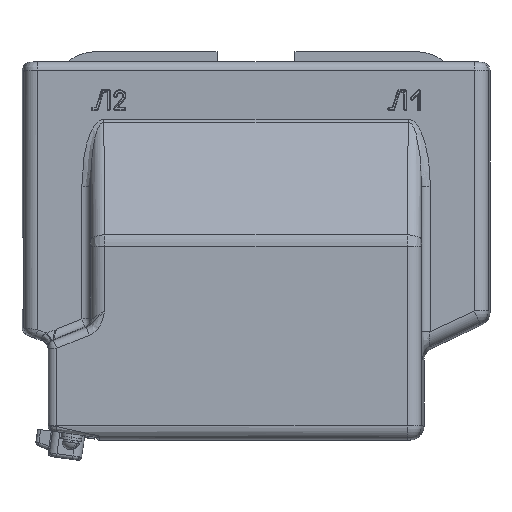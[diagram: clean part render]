
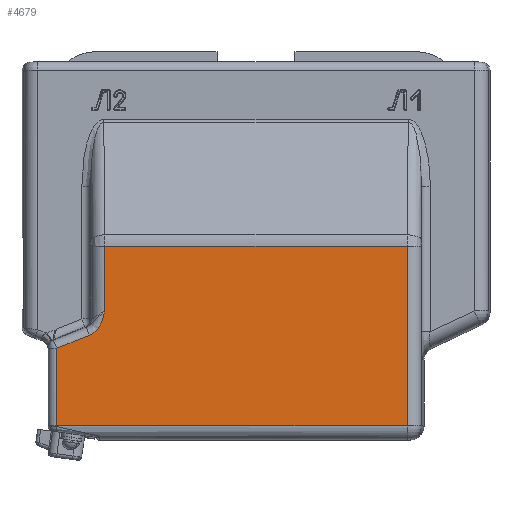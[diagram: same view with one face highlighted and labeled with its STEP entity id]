
A CAD part, top view. The second image highlights one B-rep face of the part: STEP entity #4679.
In plain terms, the highlighted planar face has unit normal (0, 0, 1).
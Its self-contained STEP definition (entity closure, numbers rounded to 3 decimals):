
#57 = EDGE_CURVE ( 'NONE', #34551, #34073, #18609, .T. ) ;
#63 = EDGE_CURVE ( 'NONE', #34073, #1336, #12946, .T. ) ;
#64 = EDGE_CURVE ( 'NONE', #34066, #34551, #12948, .T. ) ;
#66 = EDGE_CURVE ( 'NONE', #1540, #34066, #12951, .T. ) ;
#71 = EDGE_CURVE ( 'NONE', #1324, #1540, #12955, .T. ) ;
#1322 = VERTEX_POINT ( 'NONE', #43704 ) ;
#1324 = VERTEX_POINT ( 'NONE', #43705 ) ;
#1336 = VERTEX_POINT ( 'NONE', #43711 ) ;
#1540 = VERTEX_POINT ( 'NONE', #43823 ) ;
#2472 = EDGE_LOOP ( 'NONE', ( #6985, #6987, #6989, #6991, #6993, #6995, #6997 ) ) ;
#4679 = ADVANCED_FACE ( 'NONE', ( #41458 ), #45324, .T. ) ;
#6985 = ORIENTED_EDGE ( 'NONE', *, *, #71, .T. ) ;
#6987 = ORIENTED_EDGE ( 'NONE', *, *, #66, .T. ) ;
#6989 = ORIENTED_EDGE ( 'NONE', *, *, #64, .T. ) ;
#6991 = ORIENTED_EDGE ( 'NONE', *, *, #57, .T. ) ;
#6993 = ORIENTED_EDGE ( 'NONE', *, *, #63, .T. ) ;
#6995 = ORIENTED_EDGE ( 'NONE', *, *, #14914, .T. ) ;
#6997 = ORIENTED_EDGE ( 'NONE', *, *, #15089, .T. ) ;
#12944 = VECTOR ( 'NONE', #16094, 1000. ) ;
#12946 = LINE ( 'NONE', #16087, #12947 ) ;
#12947 = VECTOR ( 'NONE', #16088, 1000. ) ;
#12948 = LINE ( 'NONE', #16089, #12949 ) ;
#12949 = VECTOR ( 'NONE', #16090, 1000. ) ;
#12951 = LINE ( 'NONE', #16074, #12944 ) ;
#12955 = LINE ( 'NONE', #16104, #12958 ) ;
#12958 = VECTOR ( 'NONE', #16107, 1000. ) ;
#14914 = EDGE_CURVE ( 'NONE', #1336, #1322, #26116, .T. ) ;
#15089 = EDGE_CURVE ( 'NONE', #1322, #1324, #26310, .T. ) ;
#16052 = CARTESIAN_POINT ( 'NONE',  ( 47.793, 74.363, 74. ) ) ;
#16056 = CARTESIAN_POINT ( 'NONE',  ( 47.622, 73.661, 74. ) ) ;
#16057 = CARTESIAN_POINT ( 'NONE',  ( 47.45, 72.958, 74. ) ) ;
#16058 = CARTESIAN_POINT ( 'NONE',  ( 47.088, 71.558, 74. ) ) ;
#16059 = CARTESIAN_POINT ( 'NONE',  ( 46.897, 70.86, 74. ) ) ;
#16060 = CARTESIAN_POINT ( 'NONE',  ( 46.269, 68.789, 74. ) ) ;
#16061 = CARTESIAN_POINT ( 'NONE',  ( 45.774, 67.439, 74. ) ) ;
#16062 = CARTESIAN_POINT ( 'NONE',  ( 44.767, 65.52, 74. ) ) ;
#16063 = CARTESIAN_POINT ( 'NONE',  ( 44.384, 64.896, 74. ) ) ;
#16064 = CARTESIAN_POINT ( 'NONE',  ( 43.531, 63.729, 74. ) ) ;
#16065 = CARTESIAN_POINT ( 'NONE',  ( 43.059, 63.182, 74. ) ) ;
#16066 = CARTESIAN_POINT ( 'NONE',  ( 42.276, 62.426, 74. ) ) ;
#16067 = CARTESIAN_POINT ( 'NONE',  ( 42.001, 62.184, 74. ) ) ;
#16068 = CARTESIAN_POINT ( 'NONE',  ( 41.435, 61.732, 74. ) ) ;
#16069 = CARTESIAN_POINT ( 'NONE',  ( 41.143, 61.52, 74. ) ) ;
#16070 = CARTESIAN_POINT ( 'NONE',  ( 40.239, 60.929, 74. ) ) ;
#16071 = CARTESIAN_POINT ( 'NONE',  ( 39.6, 60.594, 74. ) ) ;
#16072 = CARTESIAN_POINT ( 'NONE',  ( 38.922, 60.323, 74. ) ) ;
#16074 = CARTESIAN_POINT ( 'NONE',  ( 23., 111.621, 74. ) ) ;
#16087 = CARTESIAN_POINT ( 'NONE',  ( 16.809, 51.478, 74. ) ) ;
#16088 = DIRECTION ( 'NONE',  ( -0.928, -0.371, 0. ) ) ;
#16089 = CARTESIAN_POINT ( 'NONE',  ( 47.793, 66., 74. ) ) ;
#16090 = DIRECTION ( 'NONE',  ( 0., -1., 0. ) ) ;
#16094 = DIRECTION ( 'NONE',  ( -1., 0., 0. ) ) ;
#16104 = CARTESIAN_POINT ( 'NONE',  ( 222.207, 115., 74. ) ) ;
#16107 = DIRECTION ( 'NONE',  ( 0., 1., 0. ) ) ;
#18609 = B_SPLINE_CURVE_WITH_KNOTS ( 'NONE', 3,
 ( #16052, #16056, #16057, #16058, #16059, #16060, #16061, #16062, #16063, #16064, #16065, #16066, #16067, #16068, #16069, #16070, #16071, #16072 ),
 .UNSPECIFIED., .F., .F.,
 ( 4, 2, 2, 2, 2, 2, 2, 2, 4 ),
 ( 0., 0.002, 0.004, 0.009, 0.011, 0.013, 0.014, 0.015, 0.017 ),
 .UNSPECIFIED. ) ;
#26069 = VECTOR ( 'NONE', #32133, 1000. ) ;
#26116 = LINE ( 'NONE', #32132, #26069 ) ;
#26310 = LINE ( 'NONE', #33214, #26311 ) ;
#26311 = VECTOR ( 'NONE', #33215, 1000. ) ;
#32132 = CARTESIAN_POINT ( 'NONE',  ( 20., 8., 74. ) ) ;
#32133 = DIRECTION ( 'NONE',  ( 0., -1., 0. ) ) ;
#33214 = CARTESIAN_POINT ( 'NONE',  ( 230., 8., 74. ) ) ;
#33215 = DIRECTION ( 'NONE',  ( 1., 0., 0. ) ) ;
#34066 = VERTEX_POINT ( 'NONE', #35741 ) ;
#34073 = VERTEX_POINT ( 'NONE', #35742 ) ;
#34551 = VERTEX_POINT ( 'NONE', #36037 ) ;
#35741 = CARTESIAN_POINT ( 'NONE',  ( 47.793, 111.621, 74. ) ) ;
#35742 = CARTESIAN_POINT ( 'NONE',  ( 38.922, 60.323, 74. ) ) ;
#36037 = CARTESIAN_POINT ( 'NONE',  ( 47.793, 74.363, 74. ) ) ;
#38868 = AXIS2_PLACEMENT_3D ( 'NONE', #45321, #45327, #45328 ) ;
#41458 = FACE_OUTER_BOUND ( 'NONE', #2472, .T. ) ;
#43704 = CARTESIAN_POINT ( 'NONE',  ( 20., 8., 74. ) ) ;
#43705 = CARTESIAN_POINT ( 'NONE',  ( 222.207, 8., 74. ) ) ;
#43711 = CARTESIAN_POINT ( 'NONE',  ( 20., 52.754, 74. ) ) ;
#43823 = CARTESIAN_POINT ( 'NONE',  ( 222.207, 111.621, 74. ) ) ;
#45321 = CARTESIAN_POINT ( 'NONE',  ( 23., 8., 74. ) ) ;
#45324 = PLANE ( 'NONE',  #38868 ) ;
#45327 = DIRECTION ( 'NONE',  ( 0., 0., 1. ) ) ;
#45328 = DIRECTION ( 'NONE',  ( 1., 0., 0. ) ) ;
